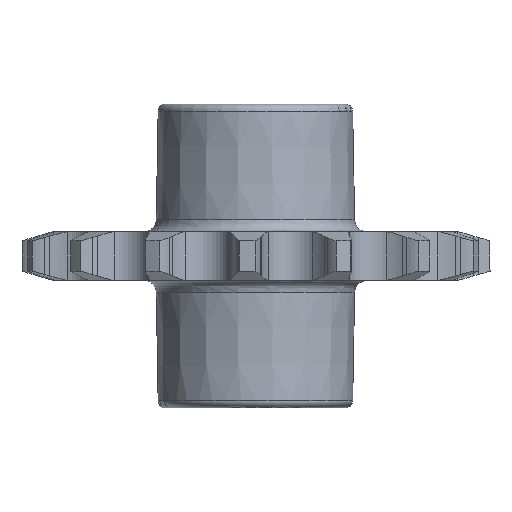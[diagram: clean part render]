
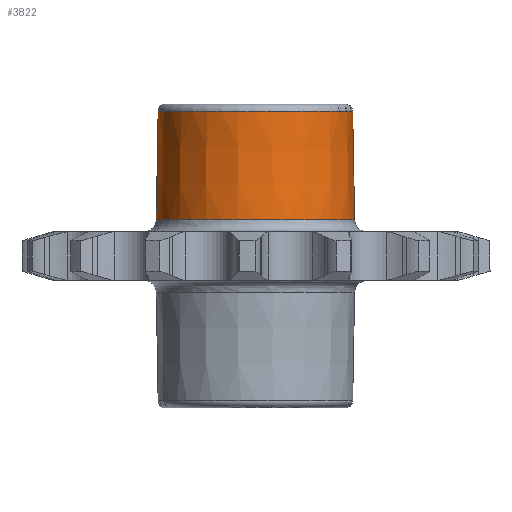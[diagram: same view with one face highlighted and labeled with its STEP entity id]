
A CAD part, front view. The second image highlights one B-rep face of the part: STEP entity #3822.
In plain terms, the highlighted conical face has half-angle 1 degrees and reference radius 25.4 mm.
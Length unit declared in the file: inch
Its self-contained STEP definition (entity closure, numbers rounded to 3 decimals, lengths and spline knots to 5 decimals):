
#49=CONICAL_SURFACE('',#4205,1.,0.017);
#449=FACE_OUTER_BOUND('',#651,.T.);
#651=EDGE_LOOP('',(#3230,#3231,#3232,#3233,#3234,#3235,#3236));
#823=LINE('',#7340,#1041);
#1041=VECTOR('',#5017,1.);
#1286=CIRCLE('',#4084,0.16075);
#1288=CIRCLE('',#4086,0.16075);
#1311=CIRCLE('',#4206,0.15768);
#1312=CIRCLE('',#4207,0.15768);
#1313=CIRCLE('',#4208,0.15768);
#1562=VERTEX_POINT('',#6558);
#1563=VERTEX_POINT('',#6559);
#1664=VERTEX_POINT('',#7339);
#1665=VERTEX_POINT('',#7341);
#1666=VERTEX_POINT('',#7343);
#2028=EDGE_CURVE('',#1562,#1563,#1286,.T.);
#2030=EDGE_CURVE('',#1563,#1562,#1288,.T.);
#2215=EDGE_CURVE('',#1563,#1664,#823,.T.);
#2216=EDGE_CURVE('',#1664,#1665,#1311,.T.);
#2217=EDGE_CURVE('',#1665,#1666,#1312,.T.);
#2218=EDGE_CURVE('',#1666,#1664,#1313,.T.);
#3230=ORIENTED_EDGE('',*,*,#2028,.T.);
#3231=ORIENTED_EDGE('',*,*,#2215,.T.);
#3232=ORIENTED_EDGE('',*,*,#2216,.T.);
#3233=ORIENTED_EDGE('',*,*,#2217,.T.);
#3234=ORIENTED_EDGE('',*,*,#2218,.T.);
#3235=ORIENTED_EDGE('',*,*,#2215,.F.);
#3236=ORIENTED_EDGE('',*,*,#2030,.T.);
#3822=ADVANCED_FACE('',(#449),#49,.T.);
#4084=AXIS2_PLACEMENT_3D('',#6560,#4708,#4709);
#4086=AXIS2_PLACEMENT_3D('',#6562,#4712,#4713);
#4205=AXIS2_PLACEMENT_3D('',#7338,#5015,#5016);
#4206=AXIS2_PLACEMENT_3D('',#7342,#5018,#5019);
#4207=AXIS2_PLACEMENT_3D('',#7344,#5020,#5021);
#4208=AXIS2_PLACEMENT_3D('',#7345,#5022,#5023);
#4708=DIRECTION('center_axis',(0.,0.,1.));
#4709=DIRECTION('ref_axis',(-1.,0.011,0.));
#4712=DIRECTION('center_axis',(0.,0.,1.));
#4713=DIRECTION('ref_axis',(-1.,0.011,0.));
#5015=DIRECTION('center_axis',(0.,0.,-1.));
#5016=DIRECTION('ref_axis',(-1.,0.,0.));
#5017=DIRECTION('',(-0.017,0.,1.));
#5018=DIRECTION('center_axis',(0.,0.,-1.));
#5019=DIRECTION('ref_axis',(-1.,0.,0.));
#5020=DIRECTION('center_axis',(0.,0.,-1.));
#5021=DIRECTION('ref_axis',(-1.,0.,0.));
#5022=DIRECTION('center_axis',(0.,0.,-1.));
#5023=DIRECTION('ref_axis',(-1.,0.,0.));
#6558=CARTESIAN_POINT('',(-0.16075,0.,0.09808));
#6559=CARTESIAN_POINT('',(0.16075,0.,0.09808));
#6560=CARTESIAN_POINT('Origin',(0.,0.,0.09808));
#6562=CARTESIAN_POINT('Origin',(0.,0.,0.09808));
#7338=CARTESIAN_POINT('Origin',(0.,0.,-47.98249));
#7339=CARTESIAN_POINT('',(0.15768,0.,0.27383));
#7340=CARTESIAN_POINT('',(1.,0.,-47.98249));
#7341=CARTESIAN_POINT('',(-0.15768,0.,0.27383));
#7342=CARTESIAN_POINT('Origin',(0.,0.,0.27383));
#7343=CARTESIAN_POINT('',(-0.15767,0.0018,0.27383));
#7344=CARTESIAN_POINT('Origin',(0.,0.,0.27383));
#7345=CARTESIAN_POINT('Origin',(0.,0.,0.27383));
